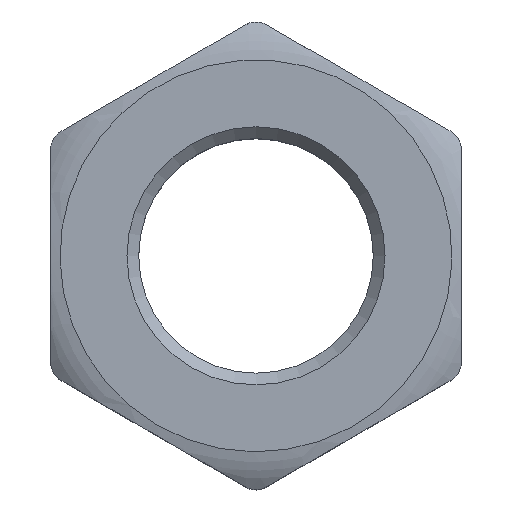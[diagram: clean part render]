
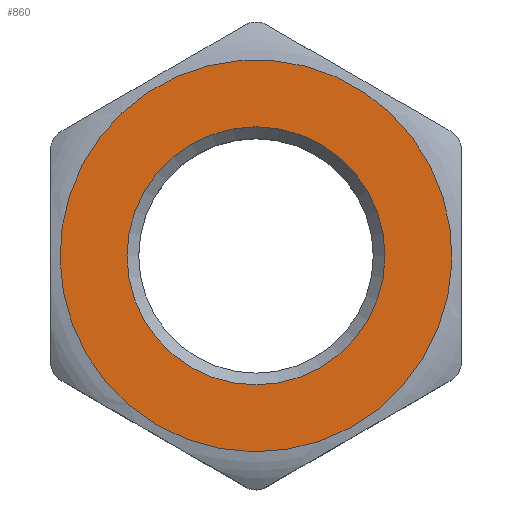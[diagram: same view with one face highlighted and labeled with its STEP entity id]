
A CAD part, top view. The second image highlights one B-rep face of the part: STEP entity #860.
In plain terms, the highlighted planar face has unit normal (0, 0, 1).
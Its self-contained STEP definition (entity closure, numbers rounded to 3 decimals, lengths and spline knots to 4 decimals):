
#230=CARTESIAN_POINT('',(-2.8938,-1.6707,3.2));
#231=VERTEX_POINT('',#230);
#232=CARTESIAN_POINT('',(0.0,0.,3.2));
#233=DIRECTION('',(0.0,0.0,1.0));
#234=DIRECTION('',(1.0,0.0,0.0));
#235=AXIS2_PLACEMENT_3D('',#232,#233,#234);
#236=CIRCLE('',#235,3.3415);
#237=EDGE_CURVE('',#231,#231,#236,.T.);
#837=CARTESIAN_POINT('',(2.2,0.,3.2));
#838=VERTEX_POINT('',#837);
#839=CARTESIAN_POINT('',(0.0,0.,3.2));
#840=DIRECTION('',(0.0,0.0,1.0));
#841=DIRECTION('',(-1.0,0.0,0.0));
#842=AXIS2_PLACEMENT_3D('',#839,#840,#841);
#843=CIRCLE('',#842,2.2);
#844=EDGE_CURVE('',#838,#838,#843,.T.);
#849=CARTESIAN_POINT('',(0.,0.,3.2));
#850=DIRECTION('',(0.0,0.0,1.0));
#851=DIRECTION('',(1.0,0.0,0.0));
#852=AXIS2_PLACEMENT_3D('',#849,#850,#851);
#853=PLANE('',#852);
#854=ORIENTED_EDGE('',*,*,#237,.T.);
#855=EDGE_LOOP('',(#854));
#856=FACE_OUTER_BOUND('',#855,.T.);
#857=ORIENTED_EDGE('',*,*,#844,.F.);
#858=EDGE_LOOP('',(#857));
#859=FACE_BOUND('',#858,.T.);
#860=ADVANCED_FACE('',(#856,#859),#853,.T.);
